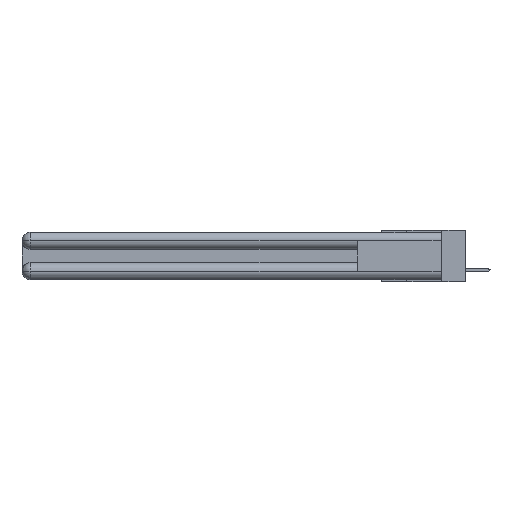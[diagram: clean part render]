
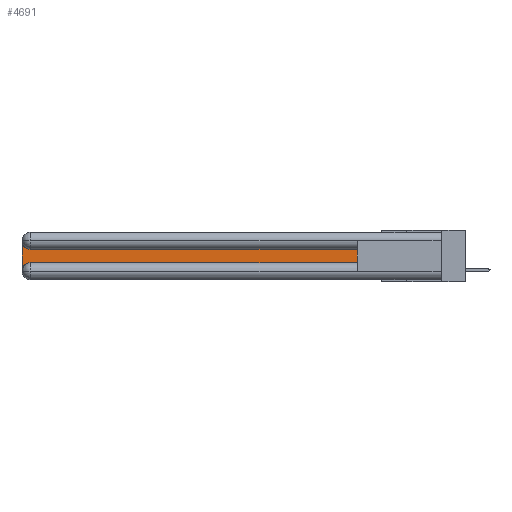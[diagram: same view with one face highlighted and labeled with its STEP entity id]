
A CAD part, left-side view. The second image highlights one B-rep face of the part: STEP entity #4691.
In plain terms, the highlighted planar face has unit normal (-1, 0, 0).
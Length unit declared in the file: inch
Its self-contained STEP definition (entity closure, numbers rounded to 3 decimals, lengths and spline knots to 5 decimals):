
#274 = DIRECTION ( 'NONE',  ( 0., -1., 0. ) ) ;
#442 = CARTESIAN_POINT ( 'NONE',  ( 0.075, 2.94, -0.1225 ) ) ;
#534 = ORIENTED_EDGE ( 'NONE', *, *, #20206, .T. ) ;
#834 = EDGE_CURVE ( 'NONE', #17058, #13821, #20826, .T. ) ;
#1848 = LINE ( 'NONE', #7812, #11581 ) ;
#2216 = CARTESIAN_POINT ( 'NONE',  ( 0.075, 2.94, -0.2775 ) ) ;
#2276 = CARTESIAN_POINT ( 'NONE',  ( 0.075, 0.6, -0.1225 ) ) ;
#2298 = CARTESIAN_POINT ( 'NONE',  ( 0.075, 0.6, -0.2175 ) ) ;
#3171 = LINE ( 'NONE', #11932, #16680 ) ;
#3617 = ORIENTED_EDGE ( 'NONE', *, *, #21309, .T. ) ;
#3822 = ORIENTED_EDGE ( 'NONE', *, *, #17230, .T. ) ;
#4011 = EDGE_LOOP ( 'NONE', ( #5512, #19544, #534, #3822, #21029, #3617 ) ) ;
#4061 = FACE_OUTER_BOUND ( 'NONE', #4011, .T. ) ;
#4342 = VERTEX_POINT ( 'NONE', #10791 ) ;
#4691 = ADVANCED_FACE ( 'NONE', ( #4061 ), #18267, .F. ) ;
#4884 = CARTESIAN_POINT ( 'NONE',  ( 0.075, 0.6, -0.2175 ) ) ;
#5512 = ORIENTED_EDGE ( 'NONE', *, *, #15469, .T. ) ;
#6169 = VECTOR ( 'NONE', #14184, 39.37008 ) ;
#6231 = DIRECTION ( 'NONE',  ( 1., 0., 0. ) ) ;
#6898 = CARTESIAN_POINT ( 'NONE',  ( 0.075, 3., -0.0625 ) ) ;
#7812 = CARTESIAN_POINT ( 'NONE',  ( 0.075, 0.6, -0.2175 ) ) ;
#8077 = DIRECTION ( 'NONE',  ( 0., 0., -1. ) ) ;
#8111 = DIRECTION ( 'NONE',  ( 1., 0., 0. ) ) ;
#9158 = CARTESIAN_POINT ( 'NONE',  ( 0.075, 2.94, -0.2175 ) ) ;
#9783 = VERTEX_POINT ( 'NONE', #2276 ) ;
#10120 = CARTESIAN_POINT ( 'NONE',  ( 0.075, 0.6, -0.1225 ) ) ;
#10791 = CARTESIAN_POINT ( 'NONE',  ( 0.075, 3., -0.2775 ) ) ;
#10839 = AXIS2_PLACEMENT_3D ( 'NONE', #2216, #8111, #22178 ) ;
#11481 = LINE ( 'NONE', #10120, #6169 ) ;
#11581 = VECTOR ( 'NONE', #23901, 39.37008 ) ;
#11932 = CARTESIAN_POINT ( 'NONE',  ( 0.075, 3., -0.2175 ) ) ;
#12461 = EDGE_CURVE ( 'NONE', #19708, #19501, #22374, .T. ) ;
#13821 = VERTEX_POINT ( 'NONE', #4884 ) ;
#14184 = DIRECTION ( 'NONE',  ( 0., 1., 0. ) ) ;
#15469 = EDGE_CURVE ( 'NONE', #9783, #19708, #11481, .T. ) ;
#16680 = VECTOR ( 'NONE', #8077, 39.37008 ) ;
#17058 = VERTEX_POINT ( 'NONE', #9158 ) ;
#17230 = EDGE_CURVE ( 'NONE', #4342, #17058, #20974, .T. ) ;
#17241 = CARTESIAN_POINT ( 'NONE',  ( 0.075, 2.94, -0.0625 ) ) ;
#17508 = DIRECTION ( 'NONE',  ( 0., 0., -1. ) ) ;
#18173 = CARTESIAN_POINT ( 'NONE',  ( 0.075, 3., -0.1225 ) ) ;
#18267 = PLANE ( 'NONE',  #21773 ) ;
#19501 = VERTEX_POINT ( 'NONE', #6898 ) ;
#19544 = ORIENTED_EDGE ( 'NONE', *, *, #12461, .T. ) ;
#19708 = VERTEX_POINT ( 'NONE', #442 ) ;
#20038 = DIRECTION ( 'NONE',  ( 0., 0., -1. ) ) ;
#20071 = AXIS2_PLACEMENT_3D ( 'NONE', #17241, #21316, #17508 ) ;
#20206 = EDGE_CURVE ( 'NONE', #19501, #4342, #3171, .T. ) ;
#20826 = LINE ( 'NONE', #2298, #22996 ) ;
#20974 = CIRCLE ( 'NONE', #10839, 0.06 ) ;
#21029 = ORIENTED_EDGE ( 'NONE', *, *, #834, .T. ) ;
#21309 = EDGE_CURVE ( 'NONE', #13821, #9783, #1848, .T. ) ;
#21316 = DIRECTION ( 'NONE',  ( 1., 0., 0. ) ) ;
#21773 = AXIS2_PLACEMENT_3D ( 'NONE', #18173, #6231, #20038 ) ;
#22178 = DIRECTION ( 'NONE',  ( 0., 0., -1. ) ) ;
#22374 = CIRCLE ( 'NONE', #20071, 0.06 ) ;
#22996 = VECTOR ( 'NONE', #274, 39.37008 ) ;
#23901 = DIRECTION ( 'NONE',  ( 0., 0., 1. ) ) ;
